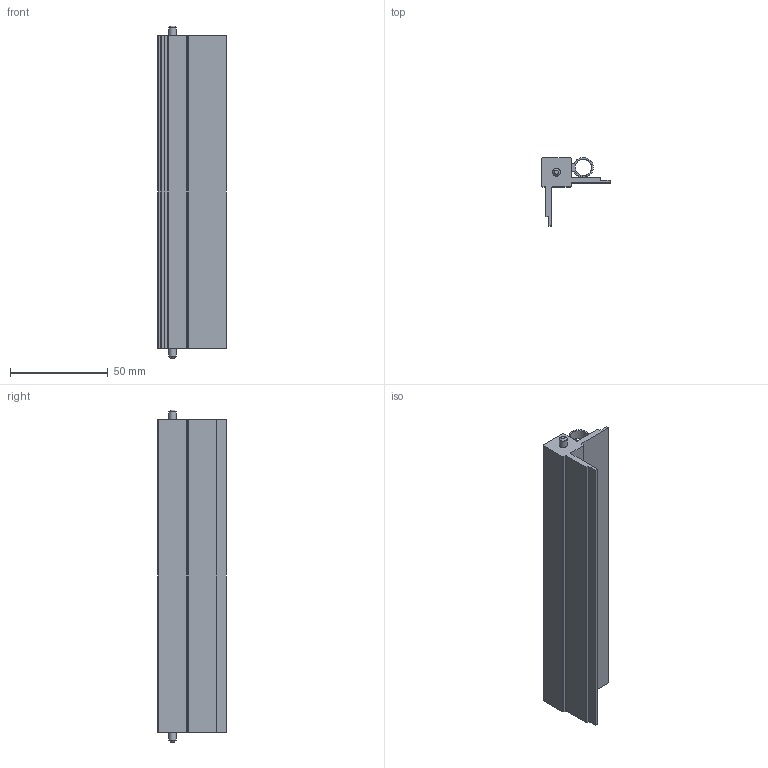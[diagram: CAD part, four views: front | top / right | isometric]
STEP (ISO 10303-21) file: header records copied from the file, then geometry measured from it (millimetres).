
FILE_DESCRIPTION(/* description */ (''),/* implementation_level */ '2;1');
FILE_NAME(/* name */ 'column with hinge v9.step',/* time_stamp */ '2025-05-22T09:11:35+03:00',/* author */ (''),/* organization */ (''),/* preprocessor_version */ 'ST-DEVELOPER v20.1',/* originating_system */ 'Autodesk Translation Framework v14.4.0.0',/* authorisation */ '');
FILE_SCHEMA (('AUTOMOTIVE_DESIGN { 1 0 10303 214 3 1 1 }'));
Length unit declared in the file: millimetre
Products named in the file (1): column with hinge
Bounding box: 35 x 35 x 170 mm (x, y, z)
Volume: 53161.3 mm3; surface area: 23542.2 mm2
Topology: 2 solids, 2 shells, 46 faces, 115 edges, 76 vertices
Faces by surface type: plane 33, cylinder 11, cone 2
Full cylindrical faces by diameter (mm): 4 x2, 8.5 x2
Entity records: 1416 total; most frequent: CARTESIAN_POINT 239, DIRECTION 234, ORIENTED_EDGE 232, EDGE_CURVE 116, LINE 92, VECTOR 92, VERTEX_POINT 76, AXIS2_PLACEMENT_3D 71
